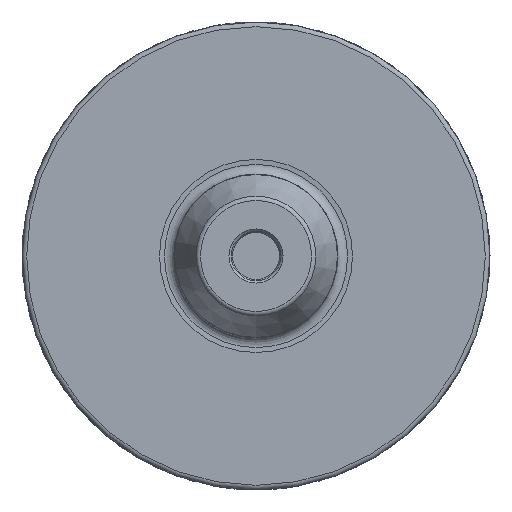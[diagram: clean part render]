
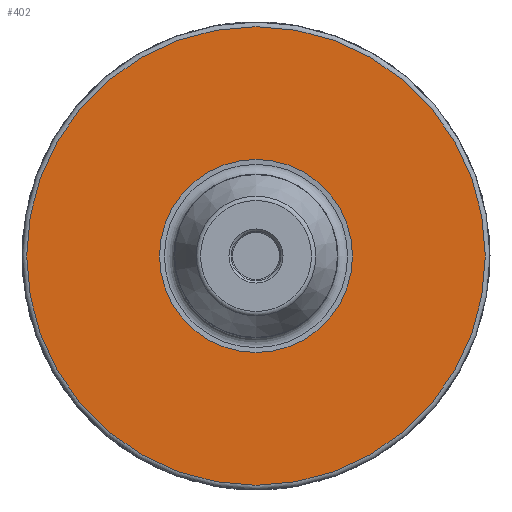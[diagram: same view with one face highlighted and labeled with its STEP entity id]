
A CAD part, left-side view. The second image highlights one B-rep face of the part: STEP entity #402.
In plain terms, the highlighted planar face has unit normal (-1, 0, 0).
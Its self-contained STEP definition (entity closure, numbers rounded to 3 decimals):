
#328=FACE_BOUND('',#567,.T.);
#329=FACE_BOUND('',#568,.T.);
#402=ADVANCED_FACE('',(#328,#329),#457,.F.);
#457=PLANE('',#1418);
#567=EDGE_LOOP('',(#777));
#568=EDGE_LOOP('',(#778));
#777=ORIENTED_EDGE('',*,*,#1220,.T.);
#778=ORIENTED_EDGE('',*,*,#1219,.F.);
#1069=VERTEX_POINT('',#2448);
#1070=VERTEX_POINT('',#2451);
#1219=EDGE_CURVE('',#1069,#1069,#1318,.T.);
#1220=EDGE_CURVE('',#1070,#1070,#1319,.T.);
#1318=CIRCLE('',#1415,48.995);
#1319=CIRCLE('',#1417,20.63);
#1415=AXIS2_PLACEMENT_3D('',#2447,#1655,#1656);
#1417=AXIS2_PLACEMENT_3D('',#2450,#1659,#1660);
#1418=AXIS2_PLACEMENT_3D('',#2452,#1661,#1662);
#1655=DIRECTION('',(1.,0.,0.));
#1656=DIRECTION('',(0.,0.,1.));
#1659=DIRECTION('',(1.,0.,0.));
#1660=DIRECTION('',(0.,0.,1.));
#1661=DIRECTION('',(1.,0.,0.));
#1662=DIRECTION('',(0.,0.,-1.));
#2447=CARTESIAN_POINT('',(62.,0.,0.));
#2448=CARTESIAN_POINT('',(62.,0.,48.995));
#2450=CARTESIAN_POINT('',(62.,0.,0.));
#2451=CARTESIAN_POINT('',(62.,0.,20.63));
#2452=CARTESIAN_POINT('',(62.,48.995,0.));
